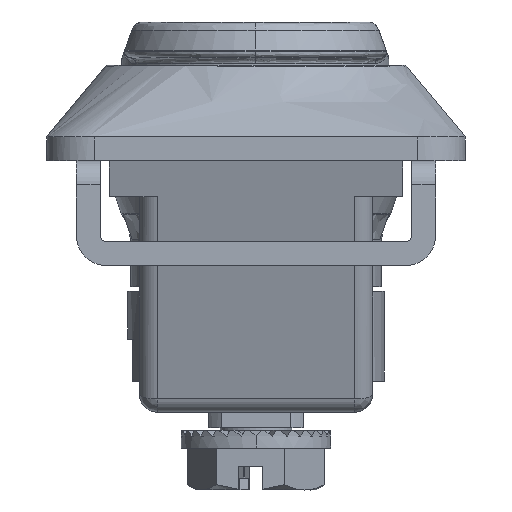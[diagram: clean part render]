
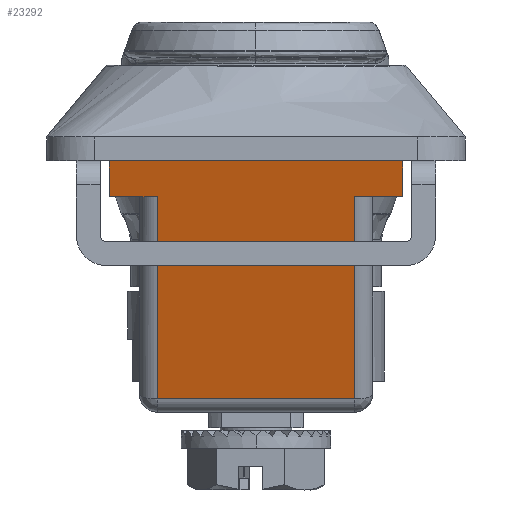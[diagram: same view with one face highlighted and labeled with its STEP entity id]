
A CAD part, left-side view. The second image highlights one B-rep face of the part: STEP entity #23292.
In plain terms, the highlighted planar face has unit normal (-0.966, 0, -0.259).
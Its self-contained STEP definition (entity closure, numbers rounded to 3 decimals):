
#1247 = CARTESIAN_POINT ( 'NONE',  ( -38.054, 12.25, -8. ) ) ;
#1322 = ORIENTED_EDGE ( 'NONE', *, *, #9040, .T. ) ;
#2233 = VERTEX_POINT ( 'NONE', #1247 ) ;
#3143 = ORIENTED_EDGE ( 'NONE', *, *, #14333, .T. ) ;
#3174 = CARTESIAN_POINT ( 'NONE',  ( -38.054, 12.25, -8. ) ) ;
#3226 = DIRECTION ( 'NONE',  ( 0.259, 0., -0.966 ) ) ;
#3559 = ORIENTED_EDGE ( 'NONE', *, *, #15189, .T. ) ;
#3586 = VERTEX_POINT ( 'NONE', #20328 ) ;
#6433 = DIRECTION ( 'NONE',  ( 0., -1., 0. ) ) ;
#6752 = DIRECTION ( 'NONE',  ( -0.259, 0., 0.966 ) ) ;
#6800 = CARTESIAN_POINT ( 'NONE',  ( -37.25, 12.25, -11. ) ) ;
#7075 = CARTESIAN_POINT ( 'NONE',  ( -37.25, -12.25, -11. ) ) ;
#8330 = EDGE_CURVE ( 'NONE', #35917, #29013, #36000, .T. ) ;
#8553 = EDGE_CURVE ( 'NONE', #29013, #18893, #50912, .T. ) ;
#8860 = EDGE_CURVE ( 'NONE', #18893, #3586, #40833, .T. ) ;
#9040 = EDGE_CURVE ( 'NONE', #3586, #50602, #13637, .T. ) ;
#9053 = CARTESIAN_POINT ( 'NONE',  ( -38.054, 13.5, -8. ) ) ;
#9184 = EDGE_CURVE ( 'NONE', #26628, #35917, #12313, .T. ) ;
#9897 = DIRECTION ( 'NONE',  ( 0., -1., 0. ) ) ;
#9906 = CARTESIAN_POINT ( 'NONE',  ( -37.25, 12.25, -11. ) ) ;
#12265 = VECTOR ( 'NONE', #6433, 1000. ) ;
#12313 = LINE ( 'NONE', #6800, #12265 ) ;
#13236 = CARTESIAN_POINT ( 'NONE',  ( -37.25, 12.25, -11. ) ) ;
#13335 = CARTESIAN_POINT ( 'NONE',  ( -37.25, -8.25, -11. ) ) ;
#13577 = DIRECTION ( 'NONE',  ( -0.259, 0., 0.966 ) ) ;
#13637 = LINE ( 'NONE', #9906, #14056 ) ;
#14056 = VECTOR ( 'NONE', #9897, 1000. ) ;
#14333 = EDGE_CURVE ( 'NONE', #50602, #14731, #22136, .T. ) ;
#14595 = VECTOR ( 'NONE', #6752, 1000. ) ;
#14731 = VERTEX_POINT ( 'NONE', #25358 ) ;
#15019 = EDGE_CURVE ( 'NONE', #2233, #26628, #51300, .T. ) ;
#15055 = CARTESIAN_POINT ( 'NONE',  ( -37.25, -12.25, -11. ) ) ;
#15189 = EDGE_CURVE ( 'NONE', #14731, #2233, #48332, .T. ) ;
#17248 = DIRECTION ( 'NONE',  ( -0.966, 0., -0.259 ) ) ;
#17279 = DIRECTION ( 'NONE',  ( 0., -1., 0. ) ) ;
#17341 = CARTESIAN_POINT ( 'NONE',  ( -32.725, 12.25, -27.888 ) ) ;
#18843 = CARTESIAN_POINT ( 'NONE',  ( -37.25, 8.25, -11. ) ) ;
#18893 = VERTEX_POINT ( 'NONE', #38053 ) ;
#20328 = CARTESIAN_POINT ( 'NONE',  ( -37.25, -8.25, -11. ) ) ;
#22136 = LINE ( 'NONE', #7075, #14595 ) ;
#23292 = ADVANCED_FACE ( 'NONE', ( #48125 ), #37070, .T. ) ;
#25358 = CARTESIAN_POINT ( 'NONE',  ( -38.054, -12.25, -8. ) ) ;
#26268 = CARTESIAN_POINT ( 'NONE',  ( -37.25, 8.25, -11. ) ) ;
#26628 = VERTEX_POINT ( 'NONE', #42374 ) ;
#26730 = DIRECTION ( 'NONE',  ( 0.259, 0., -0.966 ) ) ;
#28429 = VECTOR ( 'NONE', #26730, 1000. ) ;
#28906 = CARTESIAN_POINT ( 'NONE',  ( -32.725, 8.25, -27.888 ) ) ;
#29013 = VERTEX_POINT ( 'NONE', #28906 ) ;
#35917 = VERTEX_POINT ( 'NONE', #18843 ) ;
#36000 = LINE ( 'NONE', #26268, #28429 ) ;
#37070 = PLANE ( 'NONE',  #39437 ) ;
#38053 = CARTESIAN_POINT ( 'NONE',  ( -32.725, -8.25, -27.888 ) ) ;
#39437 = AXIS2_PLACEMENT_3D ( 'NONE', #13236, #17248, #44957 ) ;
#40833 = LINE ( 'NONE', #13335, #49228 ) ;
#40909 = DIRECTION ( 'NONE',  ( 0., 1., 0. ) ) ;
#42374 = CARTESIAN_POINT ( 'NONE',  ( -37.25, 12.25, -11. ) ) ;
#44957 = DIRECTION ( 'NONE',  ( -0.259, 0., 0.966 ) ) ;
#45338 = ORIENTED_EDGE ( 'NONE', *, *, #8860, .T. ) ;
#45497 = EDGE_LOOP ( 'NONE', ( #47757, #48082, #50324, #50701, #45338, #1322, #3143, #3559 ) ) ;
#47757 = ORIENTED_EDGE ( 'NONE', *, *, #15019, .T. ) ;
#48082 = ORIENTED_EDGE ( 'NONE', *, *, #9184, .T. ) ;
#48125 = FACE_OUTER_BOUND ( 'NONE', #45497, .T. ) ;
#48332 = LINE ( 'NONE', #9053, #48830 ) ;
#48830 = VECTOR ( 'NONE', #40909, 1000. ) ;
#49228 = VECTOR ( 'NONE', #13577, 1000. ) ;
#49893 = VECTOR ( 'NONE', #17279, 1000. ) ;
#50101 = VECTOR ( 'NONE', #3226, 1000. ) ;
#50324 = ORIENTED_EDGE ( 'NONE', *, *, #8330, .T. ) ;
#50602 = VERTEX_POINT ( 'NONE', #15055 ) ;
#50701 = ORIENTED_EDGE ( 'NONE', *, *, #8553, .T. ) ;
#50912 = LINE ( 'NONE', #17341, #49893 ) ;
#51300 = LINE ( 'NONE', #3174, #50101 ) ;
